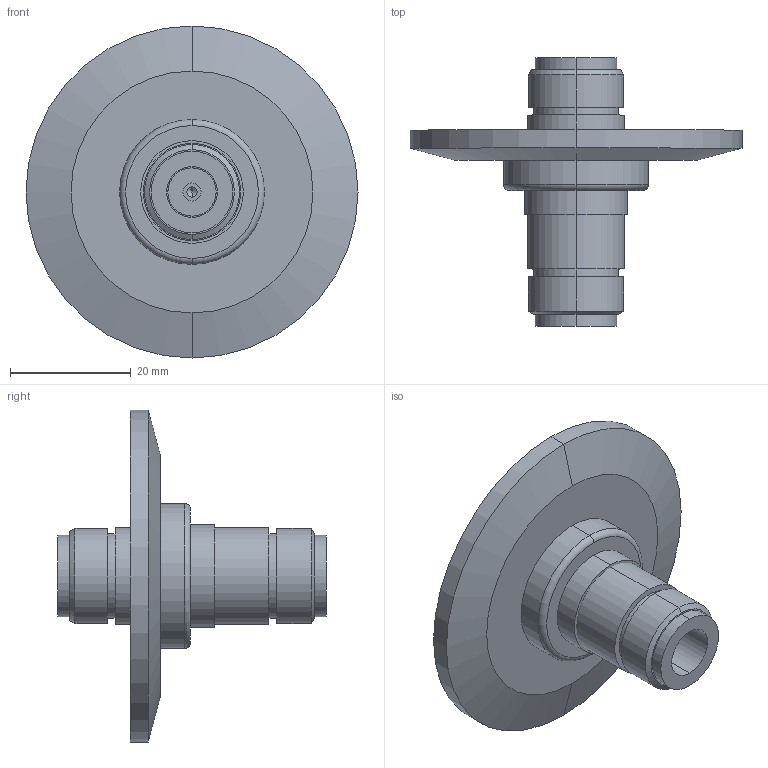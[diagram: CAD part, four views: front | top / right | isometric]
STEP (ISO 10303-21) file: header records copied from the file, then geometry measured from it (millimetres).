
FILE_DESCRIPTION (( 'STEP AP214' ), '1' );
FILE_NAME ('242-ND50-K40.step', '2025-02-18T20:49:31', ( '' ), ( '' ), 'SwSTEP 2.0', 'SolidWorks 2022', '' );
FILE_SCHEMA (( 'AUTOMOTIVE_DESIGN' ));
Length unit declared in the file: millimetre
Products named in the file (7): 242-ND50-K40; 9242-NDF50-3; 9242-NDF50-1; 9242-ND50-4; 9431-KF40-24_431-KF40-B; 242-ND50; 9242-NDF50-2
Assembly tree (6 placements, depth 3):
  242-ND50-K40
    9431-KF40-24_431-KF40-B
    242-ND50
      9242-NDF50-1
      9242-NDF50-2
      9242-NDF50-3
      9242-ND50-4
Bounding box: 55 x 44.5 x 55 mm (x, y, z)
Volume: 15488.9 mm3; surface area: 12545.8 mm2
Topology: 5 solids, 5 shells, 82 faces, 166 edges, 104 vertices
Faces by surface type: cylinder 46, plane 22, cone 10, torus 4
Entity records: 2440 total; most frequent: DIRECTION 452, CARTESIAN_POINT 358, ORIENTED_EDGE 324, AXIS2_PLACEMENT_3D 198, EDGE_CURVE 162, CIRCLE 106, VERTEX_POINT 104, EDGE_LOOP 104
